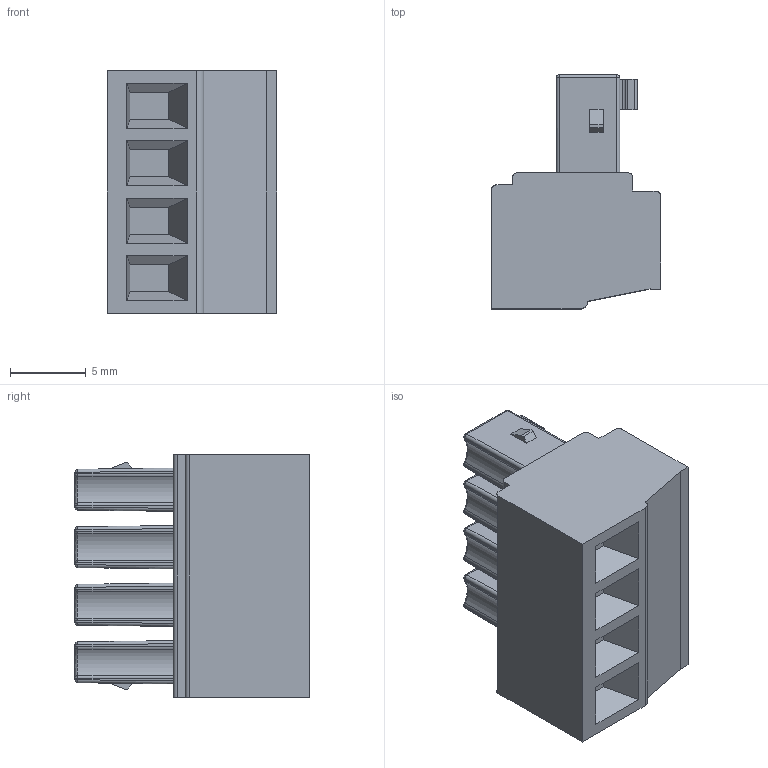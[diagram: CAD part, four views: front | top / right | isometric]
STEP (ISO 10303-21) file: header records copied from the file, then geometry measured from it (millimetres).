
FILE_DESCRIPTION (( 'STEP AP214' ), '1' );
FILE_NAME ('CUI_DEVICES_TBP02P1-381-04BE.step', '2019-10-22T03:05:11', ( '' ), ( '' ), 'SwSTEP 2.0', 'SolidWorks 2019', '' );
FILE_SCHEMA (( 'AUTOMOTIVE_DESIGN' ));
Length unit declared in the file: millimetre
Products named in the file (1): CUI_DEVICES_TBP02P1-381-04BE
Bounding box: 11.2 x 15.5 x 16.03 mm (x, y, z)
Volume: 1666.6 mm3; surface area: 1340.1 mm2
Topology: 1 solids, 1 shells, 266 faces, 664 edges, 406 vertices
Faces by surface type: plane 125, cylinder 101, bspline 32, cone 8
Entity records: 8930 total; most frequent: CARTESIAN_POINT 2817, ORIENTED_EDGE 1296, DIRECTION 1036, EDGE_CURVE 648, VERTEX_POINT 406, VECTOR 394, LINE 394, AXIS2_PLACEMENT_3D 321
